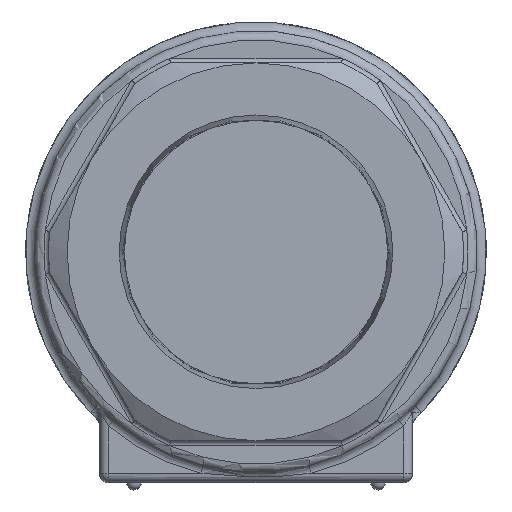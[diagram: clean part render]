
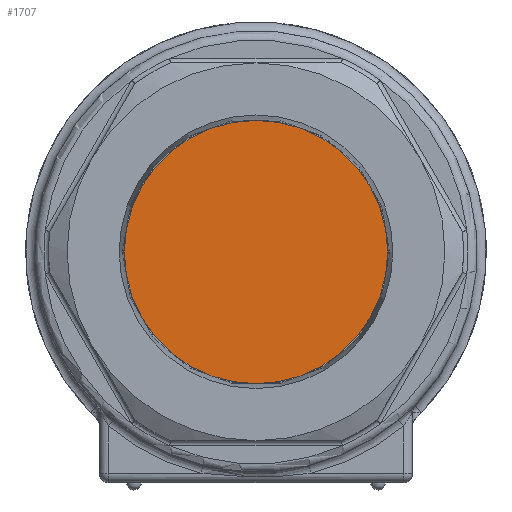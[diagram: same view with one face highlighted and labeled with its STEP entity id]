
A CAD part, top view. The second image highlights one B-rep face of the part: STEP entity #1707.
In plain terms, the highlighted planar face has unit normal (0, 0, 1).
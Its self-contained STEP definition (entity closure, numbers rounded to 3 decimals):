
#278=PLANE('',#1842);
#374=FACE_OUTER_BOUND('',#505,.T.);
#505=EDGE_LOOP('',(#1173));
#643=CIRCLE('',#1840,14.288);
#755=VERTEX_POINT('',#2617);
#907=EDGE_CURVE('',#755,#755,#643,.T.);
#1173=ORIENTED_EDGE('',*,*,#907,.T.);
#1707=ADVANCED_FACE('',(#374),#278,.T.);
#1840=AXIS2_PLACEMENT_3D('',#2618,#2082,#2083);
#1842=AXIS2_PLACEMENT_3D('',#2621,#2086,#2087);
#2082=DIRECTION('center_axis',(0.,0.,1.));
#2083=DIRECTION('ref_axis',(1.,0.,0.));
#2086=DIRECTION('center_axis',(0.,0.,1.));
#2087=DIRECTION('ref_axis',(1.,0.,0.));
#2617=CARTESIAN_POINT('',(14.288,0.,23.));
#2618=CARTESIAN_POINT('Origin',(0.,0.,23.));
#2621=CARTESIAN_POINT('Origin',(0.,0.,23.));
